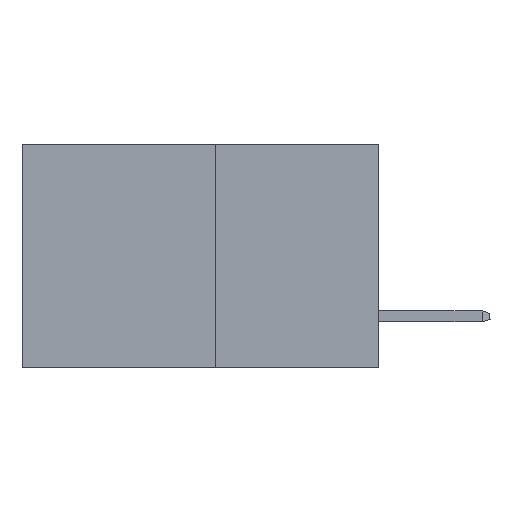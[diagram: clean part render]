
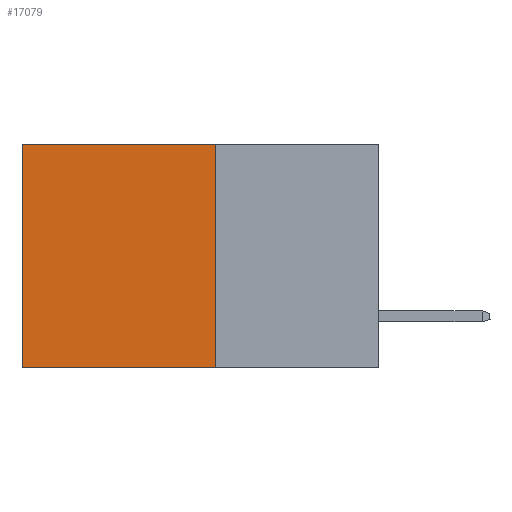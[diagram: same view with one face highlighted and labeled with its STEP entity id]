
A CAD part, left-side view. The second image highlights one B-rep face of the part: STEP entity #17079.
In plain terms, the highlighted planar face has unit normal (-1, 0, 0).
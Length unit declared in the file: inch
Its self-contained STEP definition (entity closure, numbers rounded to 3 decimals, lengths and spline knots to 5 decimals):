
#666 = EDGE_CURVE ( 'NONE', #2277, #4834, #18589, .T. ) ;
#1716 = AXIS2_PLACEMENT_3D ( 'NONE', #19230, #21146, #9334 ) ;
#1723 = EDGE_LOOP ( 'NONE', ( #12395, #4287, #1821, #22022 ) ) ;
#1821 = ORIENTED_EDGE ( 'NONE', *, *, #23573, .F. ) ;
#2277 = VERTEX_POINT ( 'NONE', #7148 ) ;
#2723 = VECTOR ( 'NONE', #15903, 39.37008 ) ;
#4218 = CARTESIAN_POINT ( 'NONE',  ( 0.277, 0.27, -0.37 ) ) ;
#4287 = ORIENTED_EDGE ( 'NONE', *, *, #9215, .F. ) ;
#4834 = VERTEX_POINT ( 'NONE', #7144 ) ;
#5304 = PLANE ( 'NONE',  #1716 ) ;
#6632 = VERTEX_POINT ( 'NONE', #20566 ) ;
#7134 = CARTESIAN_POINT ( 'NONE',  ( 0.277, 0.27, -0.37 ) ) ;
#7144 = CARTESIAN_POINT ( 'NONE',  ( 0.277, 0.59, 0. ) ) ;
#7148 = CARTESIAN_POINT ( 'NONE',  ( 0.277, 0.27, 0. ) ) ;
#8767 = LINE ( 'NONE', #11796, #18669 ) ;
#9215 = EDGE_CURVE ( 'NONE', #6632, #24406, #9783, .T. ) ;
#9227 = VECTOR ( 'NONE', #18140, 39.37008 ) ;
#9334 = DIRECTION ( 'NONE',  ( 0., 0., -1. ) ) ;
#9783 = LINE ( 'NONE', #7134, #24813 ) ;
#9808 = DIRECTION ( 'NONE',  ( 0., 0., -1. ) ) ;
#11796 = CARTESIAN_POINT ( 'NONE',  ( 0.277, 0.59, -0.37 ) ) ;
#12395 = ORIENTED_EDGE ( 'NONE', *, *, #20454, .T. ) ;
#12880 = CARTESIAN_POINT ( 'NONE',  ( 0.277, 0.27, 0. ) ) ;
#13294 = LINE ( 'NONE', #4218, #9227 ) ;
#15903 = DIRECTION ( 'NONE',  ( 0., 1., 0. ) ) ;
#17052 = DIRECTION ( 'NONE',  ( 0., 1., 0. ) ) ;
#17079 = ADVANCED_FACE ( 'NONE', ( #19064 ), #5304, .F. ) ;
#18140 = DIRECTION ( 'NONE',  ( 0., 0., -1. ) ) ;
#18589 = LINE ( 'NONE', #12880, #2723 ) ;
#18669 = VECTOR ( 'NONE', #9808, 39.37008 ) ;
#19064 = FACE_OUTER_BOUND ( 'NONE', #1723, .T. ) ;
#19230 = CARTESIAN_POINT ( 'NONE',  ( 0.277, 0.27, -0.37 ) ) ;
#20454 = EDGE_CURVE ( 'NONE', #4834, #24406, #8767, .T. ) ;
#20566 = CARTESIAN_POINT ( 'NONE',  ( 0.277, 0.27, -0.37 ) ) ;
#20658 = CARTESIAN_POINT ( 'NONE',  ( 0.277, 0.59, -0.37 ) ) ;
#21146 = DIRECTION ( 'NONE',  ( 1., 0., 0. ) ) ;
#22022 = ORIENTED_EDGE ( 'NONE', *, *, #666, .T. ) ;
#23573 = EDGE_CURVE ( 'NONE', #2277, #6632, #13294, .T. ) ;
#24406 = VERTEX_POINT ( 'NONE', #20658 ) ;
#24813 = VECTOR ( 'NONE', #17052, 39.37008 ) ;
